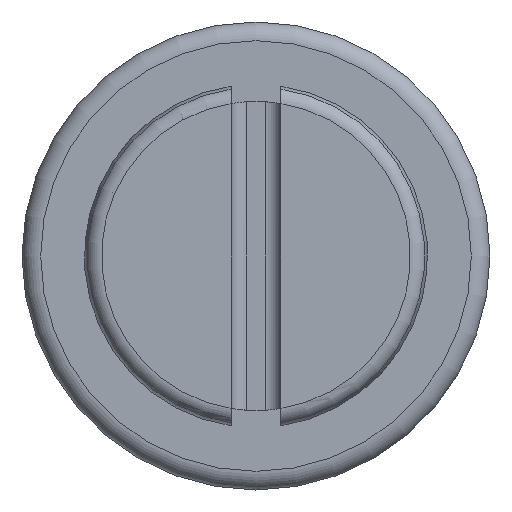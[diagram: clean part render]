
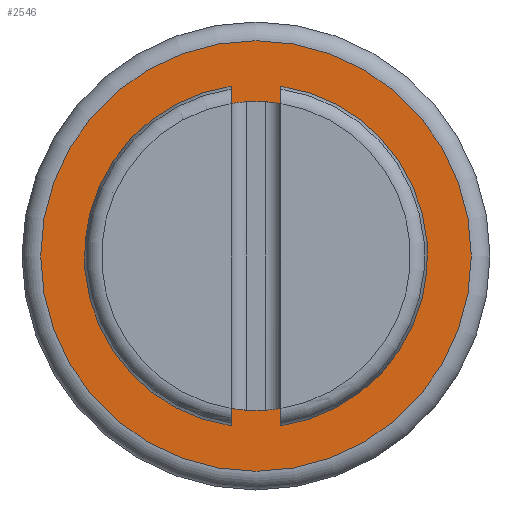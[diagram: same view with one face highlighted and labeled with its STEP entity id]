
A CAD part, left-side view. The second image highlights one B-rep face of the part: STEP entity #2546.
In plain terms, the highlighted planar face has unit normal (-1, 0, 0).
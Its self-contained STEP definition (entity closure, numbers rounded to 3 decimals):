
#47=FACE_BOUND('',#509,.T.);
#381=FACE_OUTER_BOUND('',#508,.T.);
#508=EDGE_LOOP('',(#2224,#2225));
#509=EDGE_LOOP('',(#2226,#2227));
#911=CIRCLE('',#2757,2.475);
#912=CIRCLE('',#2758,2.475);
#913=CIRCLE('',#2760,3.45);
#914=CIRCLE('',#2761,3.45);
#1149=VERTEX_POINT('',#5030);
#1150=VERTEX_POINT('',#5032);
#1151=VERTEX_POINT('',#5036);
#1152=VERTEX_POINT('',#5037);
#1518=EDGE_CURVE('',#1150,#1149,#911,.T.);
#1519=EDGE_CURVE('',#1149,#1150,#912,.T.);
#1520=EDGE_CURVE('',#1151,#1152,#913,.T.);
#1521=EDGE_CURVE('',#1152,#1151,#914,.T.);
#2224=ORIENTED_EDGE('',*,*,#1520,.T.);
#2225=ORIENTED_EDGE('',*,*,#1521,.T.);
#2226=ORIENTED_EDGE('',*,*,#1518,.T.);
#2227=ORIENTED_EDGE('',*,*,#1519,.T.);
#2434=PLANE('',#2766);
#2546=ADVANCED_FACE('',(#381,#47),#2434,.T.);
#2757=AXIS2_PLACEMENT_3D('',#5033,#3295,#3296);
#2758=AXIS2_PLACEMENT_3D('',#5034,#3297,#3298);
#2760=AXIS2_PLACEMENT_3D('',#5038,#3301,#3302);
#2761=AXIS2_PLACEMENT_3D('',#5039,#3303,#3304);
#2766=AXIS2_PLACEMENT_3D('',#5047,#3313,#3314);
#3295=DIRECTION('center_axis',(1.,0.,0.));
#3296=DIRECTION('ref_axis',(0.,-1.,0.));
#3297=DIRECTION('center_axis',(1.,0.,0.));
#3298=DIRECTION('ref_axis',(0.,-1.,0.));
#3301=DIRECTION('center_axis',(-1.,0.,0.));
#3302=DIRECTION('ref_axis',(0.,0.,
1.));
#3303=DIRECTION('center_axis',(-1.,0.,0.));
#3304=DIRECTION('ref_axis',(0.,0.,
1.));
#3313=DIRECTION('center_axis',(-1.,0.,0.));
#3314=DIRECTION('ref_axis',(0.,0.,
1.));
#5030=CARTESIAN_POINT('',(-0.863,7.53,-0.893));
#5032=CARTESIAN_POINT('',(-0.863,2.58,-0.893));
#5033=CARTESIAN_POINT('Origin',(-0.863,5.055,-0.893));
#5034=CARTESIAN_POINT('Origin',(-0.863,5.055,-0.893));
#5036=CARTESIAN_POINT('',(-0.863,8.505,-0.893));
#5037=CARTESIAN_POINT('',(-0.863,5.055,-4.343));
#5038=CARTESIAN_POINT('Origin',(-0.863,5.055,-0.893));
#5039=CARTESIAN_POINT('Origin',(-0.863,5.055,-0.893));
#5047=CARTESIAN_POINT('Origin',(-0.863,5.055,-0.893));
